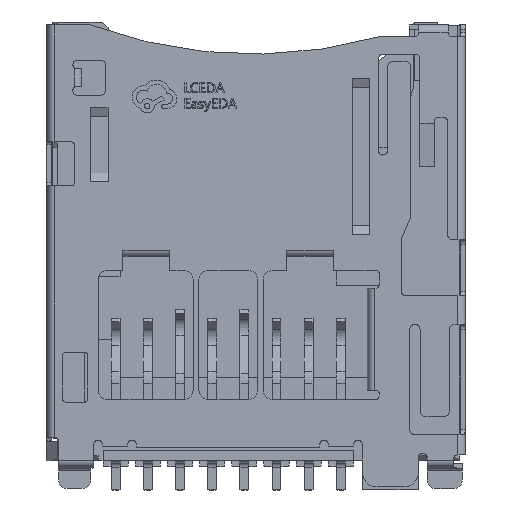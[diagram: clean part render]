
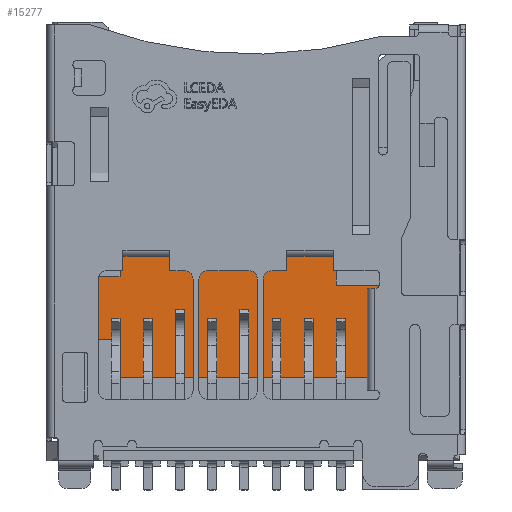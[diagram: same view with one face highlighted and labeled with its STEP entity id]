
A CAD part, top view. The second image highlights one B-rep face of the part: STEP entity #15277.
In plain terms, the highlighted planar face has unit normal (0, 0, 1).
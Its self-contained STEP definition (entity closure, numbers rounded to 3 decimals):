
#416 = DIRECTION ( 'NONE',  ( 0., -1., 0. ) ) ;
#536 = ORIENTED_EDGE ( 'NONE', *, *, #14529, .T. ) ;
#1626 = DIRECTION ( 'NONE',  ( 1., 0., 0. ) ) ;
#1840 = VERTEX_POINT ( 'NONE', #49368 ) ;
#2221 = ORIENTED_EDGE ( 'NONE', *, *, #8121, .T. ) ;
#2517 = DIRECTION ( 'NONE',  ( 0., -1., 0. ) ) ;
#2557 = DIRECTION ( 'NONE',  ( 0., 0., 1. ) ) ;
#2760 = VECTOR ( 'NONE', #19769, 1000. ) ;
#2784 = CARTESIAN_POINT ( 'NONE',  ( -1.205, 1.79, -1.832 ) ) ;
#3079 = AXIS2_PLACEMENT_3D ( 'NONE', #25745, #2557, #34070 ) ;
#3167 = EDGE_CURVE ( 'NONE', #48835, #52232, #45682, .T. ) ;
#3927 = CARTESIAN_POINT ( 'NONE',  ( 4.485, -4.935, -1.832 ) ) ;
#5532 = CARTESIAN_POINT ( 'NONE',  ( -2.355, 6.515, -1.832 ) ) ;
#5614 = ORIENTED_EDGE ( 'NONE', *, *, #3167, .T. ) ;
#5695 = LINE ( 'NONE', #19171, #18245 ) ;
#6307 = LINE ( 'NONE', #5532, #27227 ) ;
#6864 = CARTESIAN_POINT ( 'NONE',  ( -3.355, -3.635, -1.832 ) ) ;
#6957 = VERTEX_POINT ( 'NONE', #10446 ) ;
#7420 = EDGE_CURVE ( 'NONE', #39960, #6957, #19926, .T. ) ;
#8121 = EDGE_CURVE ( 'NONE', #6957, #37725, #6307, .T. ) ;
#8684 = LINE ( 'NONE', #21220, #17839 ) ;
#9306 = DIRECTION ( 'NONE',  ( 0., 0., 1. ) ) ;
#9616 = CARTESIAN_POINT ( 'NONE',  ( 8.185, 5.815, -1.832 ) ) ;
#10166 = CARTESIAN_POINT ( 'NONE',  ( -2.355, -1.485, -1.832 ) ) ;
#10446 = CARTESIAN_POINT ( 'NONE',  ( -2.355, 5.815, -1.832 ) ) ;
#10963 = DIRECTION ( 'NONE',  ( 1., 0., 0. ) ) ;
#11067 = EDGE_CURVE ( 'NONE', #37725, #46819, #8684, .T. ) ;
#11145 = CARTESIAN_POINT ( 'NONE',  ( -1.205, 5.815, -1.832 ) ) ;
#11757 = EDGE_CURVE ( 'NONE', #25165, #36919, #46267, .T. ) ;
#11934 = VECTOR ( 'NONE', #10963, 1000. ) ;
#13564 = DIRECTION ( 'NONE',  ( 0., -1., 0. ) ) ;
#14281 = CARTESIAN_POINT ( 'NONE',  ( 8.645, -3.635, -1.832 ) ) ;
#14408 = VERTEX_POINT ( 'NONE', #44611 ) ;
#14529 = EDGE_CURVE ( 'NONE', #14408, #48835, #19366, .T. ) ;
#14682 = LINE ( 'NONE', #15747, #11934 ) ;
#14980 = VECTOR ( 'NONE', #31953, 1000. ) ;
#15277 = ADVANCED_FACE ( 'NONE', ( #17297 ), #34120, .T. ) ;
#15747 = CARTESIAN_POINT ( 'NONE',  ( 3.41, -3.635, -1.832 ) ) ;
#15774 = AXIS2_PLACEMENT_3D ( 'NONE', #45402, #9306, #25540 ) ;
#16751 = CARTESIAN_POINT ( 'NONE',  ( -3.355, -1.485, -1.832 ) ) ;
#16758 = ORIENTED_EDGE ( 'NONE', *, *, #11067, .T. ) ;
#17297 = FACE_OUTER_BOUND ( 'NONE', #48683, .T. ) ;
#17553 = ORIENTED_EDGE ( 'NONE', *, *, #7420, .T. ) ;
#17839 = VECTOR ( 'NONE', #40465, 1000. ) ;
#18245 = VECTOR ( 'NONE', #30493, 1000. ) ;
#18660 = VECTOR ( 'NONE', #1626, 1000. ) ;
#18905 = CARTESIAN_POINT ( 'NONE',  ( 6.195, 5.815, -1.832 ) ) ;
#19171 = CARTESIAN_POINT ( 'NONE',  ( 8.645, 6.515, -1.832 ) ) ;
#19366 = LINE ( 'NONE', #3927, #14980 ) ;
#19449 = VECTOR ( 'NONE', #24459, 1000. ) ;
#19698 = ORIENTED_EDGE ( 'NONE', *, *, #28129, .T. ) ;
#19769 = DIRECTION ( 'NONE',  ( -1., 0., 0. ) ) ;
#19926 = LINE ( 'NONE', #40820, #19449 ) ;
#20018 = EDGE_CURVE ( 'NONE', #24460, #52232, #35537, .T. ) ;
#21031 = EDGE_CURVE ( 'NONE', #46819, #23412, #45280, .T. ) ;
#21220 = CARTESIAN_POINT ( 'NONE',  ( 4.485, -1.485, -1.832 ) ) ;
#22296 = ORIENTED_EDGE ( 'NONE', *, *, #11757, .F. ) ;
#23412 = VERTEX_POINT ( 'NONE', #6864 ) ;
#23778 = CARTESIAN_POINT ( 'NONE',  ( 3.41, -3.635, -1.832 ) ) ;
#24459 = DIRECTION ( 'NONE',  ( -1., 0., 0. ) ) ;
#24460 = VERTEX_POINT ( 'NONE', #14281 ) ;
#25165 = VERTEX_POINT ( 'NONE', #18905 ) ;
#25540 = DIRECTION ( 'NONE',  ( 0., 1., 0. ) ) ;
#25745 = CARTESIAN_POINT ( 'NONE',  ( 2.495, 9.628, -1.832 ) ) ;
#26181 = ORIENTED_EDGE ( 'NONE', *, *, #30857, .T. ) ;
#26204 = LINE ( 'NONE', #2784, #36454 ) ;
#26571 = EDGE_CURVE ( 'NONE', #39960, #25165, #37178, .T. ) ;
#27227 = VECTOR ( 'NONE', #13564, 1000. ) ;
#27641 = CARTESIAN_POINT ( 'NONE',  ( 8.295, 1.14, -1.832 ) ) ;
#28129 = EDGE_CURVE ( 'NONE', #1840, #14408, #26204, .T. ) ;
#29260 = VECTOR ( 'NONE', #416, 1000. ) ;
#30493 = DIRECTION ( 'NONE',  ( 0., -1., 0. ) ) ;
#30856 = CARTESIAN_POINT ( 'NONE',  ( 8.295, -3.635, -1.832 ) ) ;
#30857 = EDGE_CURVE ( 'NONE', #23412, #1840, #14682, .T. ) ;
#31175 = DIRECTION ( 'NONE',  ( 0., 1., 0. ) ) ;
#31939 = CARTESIAN_POINT ( 'NONE',  ( 8.295, -4.935, -1.832 ) ) ;
#31953 = DIRECTION ( 'NONE',  ( 1., 0., 0. ) ) ;
#32381 = ORIENTED_EDGE ( 'NONE', *, *, #34609, .F. ) ;
#33118 = VECTOR ( 'NONE', #31175, 1000. ) ;
#34070 = DIRECTION ( 'NONE',  ( 1., 0., 0. ) ) ;
#34120 = PLANE ( 'NONE',  #15774 ) ;
#34609 = EDGE_CURVE ( 'NONE', #36919, #24460, #5695, .T. ) ;
#35537 = LINE ( 'NONE', #23778, #2760 ) ;
#36454 = VECTOR ( 'NONE', #2517, 1000. ) ;
#36919 = VERTEX_POINT ( 'NONE', #45449 ) ;
#37178 = CIRCLE ( 'NONE', #3079, 5.313 ) ;
#37725 = VERTEX_POINT ( 'NONE', #10166 ) ;
#39960 = VERTEX_POINT ( 'NONE', #11145 ) ;
#40465 = DIRECTION ( 'NONE',  ( -1., 0., 0. ) ) ;
#40820 = CARTESIAN_POINT ( 'NONE',  ( 3.93, 5.815, -1.832 ) ) ;
#41257 = ORIENTED_EDGE ( 'NONE', *, *, #26571, .F. ) ;
#44611 = CARTESIAN_POINT ( 'NONE',  ( -1.205, -4.935, -1.832 ) ) ;
#45280 = LINE ( 'NONE', #49326, #29260 ) ;
#45402 = CARTESIAN_POINT ( 'NONE',  ( 10.175, 7.215, -1.832 ) ) ;
#45449 = CARTESIAN_POINT ( 'NONE',  ( 8.645, 5.815, -1.832 ) ) ;
#45682 = LINE ( 'NONE', #27641, #33118 ) ;
#46267 = LINE ( 'NONE', #9616, #18660 ) ;
#46819 = VERTEX_POINT ( 'NONE', #16751 ) ;
#48330 = ORIENTED_EDGE ( 'NONE', *, *, #20018, .F. ) ;
#48683 = EDGE_LOOP ( 'NONE', ( #16758, #50286, #26181, #19698, #536, #5614, #48330, #32381, #22296, #41257, #17553, #2221 ) ) ;
#48835 = VERTEX_POINT ( 'NONE', #31939 ) ;
#49326 = CARTESIAN_POINT ( 'NONE',  ( -3.355, 2.865, -1.832 ) ) ;
#49368 = CARTESIAN_POINT ( 'NONE',  ( -1.205, -3.635, -1.832 ) ) ;
#50286 = ORIENTED_EDGE ( 'NONE', *, *, #21031, .T. ) ;
#52232 = VERTEX_POINT ( 'NONE', #30856 ) ;
